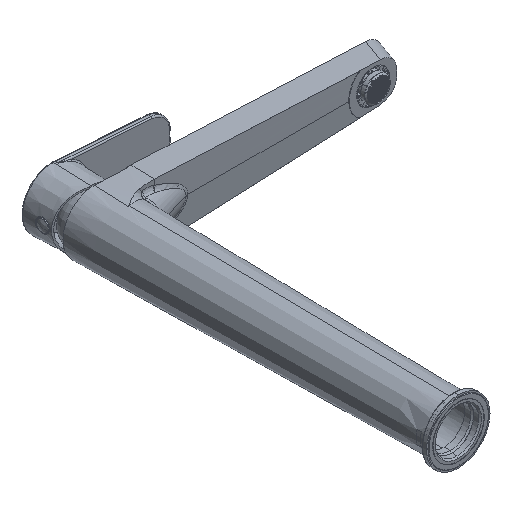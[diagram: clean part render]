
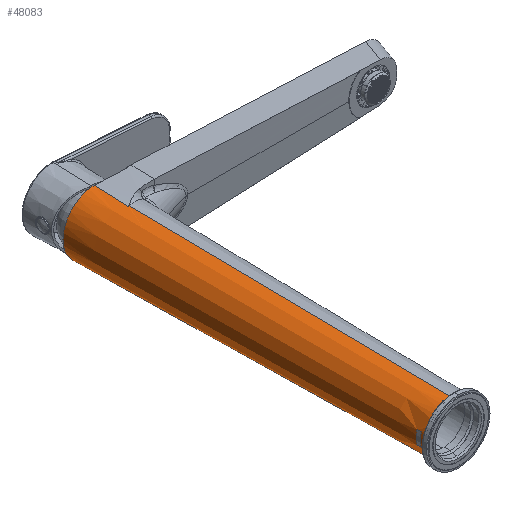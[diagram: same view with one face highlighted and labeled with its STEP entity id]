
A CAD part, isometric view. The second image highlights one B-rep face of the part: STEP entity #48083.
In plain terms, the highlighted conical face has half-angle 0.81 degrees and reference radius 23.313 mm.
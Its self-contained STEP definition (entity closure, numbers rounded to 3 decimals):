
#1591 = VERTEX_POINT ( 'NONE', #49712 ) ;
#1733 = CARTESIAN_POINT ( 'NONE',  ( -0.808, 240.109, -22.93 ) ) ;
#2336 = VERTEX_POINT ( 'NONE', #66923 ) ;
#2761 = VERTEX_POINT ( 'NONE', #60577 ) ;
#3575 = B_SPLINE_CURVE_WITH_KNOTS ( 'NONE', 3,
 ( #45603, #66826, #50270, #18310, #44892, #55630, #61936, #34622, #8028, #29459 ),
 .UNSPECIFIED., .F., .F.,
 ( 4, 2, 1, 1, 1, 1, 4 ),
 ( 0.953, 0.955, 0.956, 0.959, 0.965, 0.977, 1. ),
 .UNSPECIFIED. ) ;
#3656 = EDGE_CURVE ( 'NONE', #46208, #27522, #50302, .T. ) ;
#3870 = CARTESIAN_POINT ( 'NONE',  ( 0., 0., -19.55 ) ) ;
#6674 = DIRECTION ( 'NONE',  ( 0., 0., 1. ) ) ;
#6782 = CARTESIAN_POINT ( 'NONE',  ( 0., 240.292, 22.947 ) ) ;
#7155 = CARTESIAN_POINT ( 'NONE',  ( -0.808, 240.109, -22.93 ) ) ;
#8028 = CARTESIAN_POINT ( 'NONE',  ( -0.677, 240.138, 22.935 ) ) ;
#8073 = CARTESIAN_POINT ( 'NONE',  ( -0.168, 266.15, 23.312 ) ) ;
#9006 = DIRECTION ( 'NONE',  ( 0., 1., 0. ) ) ;
#10003 = CARTESIAN_POINT ( 'NONE',  ( -0.168, 266.15, -23.312 ) ) ;
#10098 = VECTOR ( 'NONE', #38039, 1000. ) ;
#12020 = CARTESIAN_POINT ( 'NONE',  ( -18.995, 6.52, 5. ) ) ;
#12368 = DIRECTION ( 'NONE',  ( 0., -1., 0. ) ) ;
#12577 = CARTESIAN_POINT ( 'NONE',  ( 0., 240.292, -22.947 ) ) ;
#13835 = VECTOR ( 'NONE', #50749, 1000. ) ;
#13922 = CARTESIAN_POINT ( 'NONE',  ( 0., 8., 0. ) ) ;
#14170 = ORIENTED_EDGE ( 'NONE', *, *, #43184, .T. ) ;
#15025 = ORIENTED_EDGE ( 'NONE', *, *, #68999, .T. ) ;
#15029 = CIRCLE ( 'NONE', #46558, 23.313 ) ;
#15446 = AXIS2_PLACEMENT_3D ( 'NONE', #59884, #39100, #6674 ) ;
#16269 = VERTEX_POINT ( 'NONE', #57983 ) ;
#16478 = AXIS2_PLACEMENT_3D ( 'NONE', #37503, #23051, #28383 ) ;
#17164 = CARTESIAN_POINT ( 'NONE',  ( -19.01, 7.507, 5. ) ) ;
#17270 = CARTESIAN_POINT ( 'NONE',  ( 0., 266.15, 0. ) ) ;
#17398 = CARTESIAN_POINT ( 'NONE',  ( -18.973, 5., 5. ) ) ;
#17650 = CARTESIAN_POINT ( 'NONE',  ( -19.002, 7.014, 5. ) ) ;
#17728 = CARTESIAN_POINT ( 'NONE',  ( -0.276, 240.228, -22.946 ) ) ;
#18008 = VERTEX_POINT ( 'NONE', #3870 ) ;
#18310 = CARTESIAN_POINT ( 'NONE',  ( -0.034, 240.284, 22.947 ) ) ;
#18789 = EDGE_CURVE ( 'NONE', #2761, #1591, #66569, .T. ) ;
#19297 = CARTESIAN_POINT ( 'NONE',  ( 0., 240.292, -22.947 ) ) ;
#19980 = DIRECTION ( 'NONE',  ( 0., 0., 1. ) ) ;
#19994 = FACE_OUTER_BOUND ( 'NONE', #47173, .T. ) ;
#20082 = AXIS2_PLACEMENT_3D ( 'NONE', #13922, #51276, #29534 ) ;
#20993 = VERTEX_POINT ( 'NONE', #1733 ) ;
#22404 = CARTESIAN_POINT ( 'NONE',  ( 0., 266.15, 23.313 ) ) ;
#23051 = DIRECTION ( 'NONE',  ( 0., -1., 0. ) ) ;
#23106 = DIRECTION ( 'NONE',  ( 0., 0., 1. ) ) ;
#24308 = CARTESIAN_POINT ( 'NONE',  ( -18.973, 5., -5. ) ) ;
#24743 = CARTESIAN_POINT ( 'NONE',  ( -18.973, 5., -5. ) ) ;
#27522 = VERTEX_POINT ( 'NONE', #30026 ) ;
#28383 = DIRECTION ( 'NONE',  ( 0., 0., 1. ) ) ;
#29459 = CARTESIAN_POINT ( 'NONE',  ( -0.808, 240.109, 22.93 ) ) ;
#29534 = DIRECTION ( 'NONE',  ( 0., 0., -1. ) ) ;
#30026 = CARTESIAN_POINT ( 'NONE',  ( -19.017, 8., -5. ) ) ;
#30768 = VERTEX_POINT ( 'NONE', #19297 ) ;
#32197 = VERTEX_POINT ( 'NONE', #10003 ) ;
#34153 = EDGE_CURVE ( 'NONE', #57691, #16269, #3575, .T. ) ;
#34622 = CARTESIAN_POINT ( 'NONE',  ( -0.477, 240.183, 22.941 ) ) ;
#35001 = CARTESIAN_POINT ( 'NONE',  ( -18.995, 6.52, -5. ) ) ;
#35460 = CARTESIAN_POINT ( 'NONE',  ( -19.017, 8., -5. ) ) ;
#35545 = ORIENTED_EDGE ( 'NONE', *, *, #38198, .T. ) ;
#35823 = CARTESIAN_POINT ( 'NONE',  ( 0., 0., 0. ) ) ;
#35957 = CARTESIAN_POINT ( 'NONE',  ( -0.385, 257.47, 23.188 ) ) ;
#37464 = CONICAL_SURFACE ( 'NONE', #15446, 23.313, 0.014 ) ;
#37503 = CARTESIAN_POINT ( 'NONE',  ( 0., 5., 0. ) ) ;
#38039 = DIRECTION ( 'NONE',  ( 0., 1., 0.014 ) ) ;
#38198 = EDGE_CURVE ( 'NONE', #16269, #64059, #63041, .T. ) ;
#39100 = DIRECTION ( 'NONE',  ( 0., 1., 0. ) ) ;
#39145 = EDGE_CURVE ( 'NONE', #18008, #2336, #50420, .T. ) ;
#39352 = CARTESIAN_POINT ( 'NONE',  ( -18.988, 6.014, 5. ) ) ;
#40625 = CARTESIAN_POINT ( 'NONE',  ( -19.01, 7.507, -5. ) ) ;
#42236 = CARTESIAN_POINT ( 'NONE',  ( -0.168, 266.15, 23.312 ) ) ;
#43183 = ORIENTED_EDGE ( 'NONE', *, *, #39145, .T. ) ;
#43184 = EDGE_CURVE ( 'NONE', #27522, #2761, #67791, .T. ) ;
#43992 = CARTESIAN_POINT ( 'NONE',  ( -19.017, 8., 5. ) ) ;
#44229 = EDGE_CURVE ( 'NONE', #64059, #32197, #15029, .T. ) ;
#44889 = AXIS2_PLACEMENT_3D ( 'NONE', #35823, #9006, #19980 ) ;
#44892 = CARTESIAN_POINT ( 'NONE',  ( -0.06, 240.278, 22.947 ) ) ;
#45603 = CARTESIAN_POINT ( 'NONE',  ( 0., 240.292, 22.947 ) ) ;
#46208 = VERTEX_POINT ( 'NONE', #24308 ) ;
#46416 = ORIENTED_EDGE ( 'NONE', *, *, #55097, .T. ) ;
#46558 = AXIS2_PLACEMENT_3D ( 'NONE', #17270, #12368, #23106 ) ;
#47173 = EDGE_LOOP ( 'NONE', ( #50148, #43183, #46416, #64063, #35545, #57965, #15025, #66637 ) ) ;
#48083 = ADVANCED_FACE ( 'NONE', ( #19994, #49128 ), #37464, .T. ) ;
#49128 = FACE_BOUND ( 'NONE', #50123, .T. ) ;
#49712 = CARTESIAN_POINT ( 'NONE',  ( -18.973, 5., 5. ) ) ;
#49914 = CARTESIAN_POINT ( 'NONE',  ( -0.546, 240.167, -22.941 ) ) ;
#50123 = EDGE_LOOP ( 'NONE', ( #14170, #60223, #68037, #68322 ) ) ;
#50148 = ORIENTED_EDGE ( 'NONE', *, *, #59578, .F. ) ;
#50270 = CARTESIAN_POINT ( 'NONE',  ( -0.017, 240.289, 22.947 ) ) ;
#50302 = B_SPLINE_CURVE_WITH_KNOTS ( 'NONE', 3,
 ( #24743, #62084, #56250, #35001, #67204, #40625, #35460 ),
 .UNSPECIFIED., .F., .F.,
 ( 4, 3, 4 ),
 ( 0.041, 0.043, 0.044 ),
 .UNSPECIFIED. ) ;
#50420 = CIRCLE ( 'NONE', #44889, 19.55 ) ;
#50749 = DIRECTION ( 'NONE',  ( 0., 1., -0.014 ) ) ;
#51048 = LINE ( 'NONE', #22404, #10098 ) ;
#51276 = DIRECTION ( 'NONE',  ( 0., 1., 0. ) ) ;
#55097 = EDGE_CURVE ( 'NONE', #2336, #57691, #51048, .T. ) ;
#55216 = CARTESIAN_POINT ( 'NONE',  ( -18.98, 5.507, 5. ) ) ;
#55230 = CARTESIAN_POINT ( 'NONE',  ( -0.385, 257.47, -23.188 ) ) ;
#55630 = CARTESIAN_POINT ( 'NONE',  ( -0.12, 240.265, 22.947 ) ) ;
#55679 = CIRCLE ( 'NONE', #16478, 19.621 ) ;
#56250 = CARTESIAN_POINT ( 'NONE',  ( -18.988, 6.014, -5. ) ) ;
#57691 = VERTEX_POINT ( 'NONE', #6782 ) ;
#57965 = ORIENTED_EDGE ( 'NONE', *, *, #44229, .T. ) ;
#57983 = CARTESIAN_POINT ( 'NONE',  ( -0.808, 240.109, 22.93 ) ) ;
#58727 = B_SPLINE_CURVE_WITH_KNOTS ( 'NONE', 3,
 ( #60614, #55230, #65941, #7155 ),
 .UNSPECIFIED., .F., .F.,
 ( 4, 4 ),
 ( 0., 1. ),
 .UNSPECIFIED. ) ;
#58903 = EDGE_CURVE ( 'NONE', #1591, #46208, #55679, .T. ) ;
#59578 = EDGE_CURVE ( 'NONE', #18008, #30768, #64765, .T. ) ;
#59884 = CARTESIAN_POINT ( 'NONE',  ( 0., 266.15, 0. ) ) ;
#60223 = ORIENTED_EDGE ( 'NONE', *, *, #18789, .T. ) ;
#60577 = CARTESIAN_POINT ( 'NONE',  ( -19.017, 8., 5. ) ) ;
#60614 = CARTESIAN_POINT ( 'NONE',  ( -0.168, 266.15, -23.312 ) ) ;
#61936 = CARTESIAN_POINT ( 'NONE',  ( -0.24, 240.237, 22.945 ) ) ;
#62084 = CARTESIAN_POINT ( 'NONE',  ( -18.98, 5.507, -5. ) ) ;
#63041 = B_SPLINE_CURVE_WITH_KNOTS ( 'NONE', 3,
 ( #63466, #68145, #35957, #42236 ),
 .UNSPECIFIED., .F., .F.,
 ( 4, 4 ),
 ( 0., 1. ),
 .UNSPECIFIED. ) ;
#63466 = CARTESIAN_POINT ( 'NONE',  ( -0.808, 240.109, 22.93 ) ) ;
#64059 = VERTEX_POINT ( 'NONE', #8073 ) ;
#64063 = ORIENTED_EDGE ( 'NONE', *, *, #34153, .T. ) ;
#64092 = B_SPLINE_CURVE_WITH_KNOTS ( 'NONE', 3,
 ( #66006, #49914, #17728, #12577 ),
 .UNSPECIFIED., .F., .F.,
 ( 4, 4 ),
 ( 0., 0.047 ),
 .UNSPECIFIED. ) ;
#64765 = LINE ( 'NONE', #67088, #13835 ) ;
#64980 = EDGE_CURVE ( 'NONE', #20993, #30768, #64092, .T. ) ;
#65941 = CARTESIAN_POINT ( 'NONE',  ( -0.598, 248.79, -23.061 ) ) ;
#66006 = CARTESIAN_POINT ( 'NONE',  ( -0.808, 240.109, -22.93 ) ) ;
#66569 = B_SPLINE_CURVE_WITH_KNOTS ( 'NONE', 3,
 ( #43992, #17164, #17650, #12020, #39352, #55216, #17398 ),
 .UNSPECIFIED., .F., .F.,
 ( 4, 3, 4 ),
 ( 0.041, 0.043, 0.044 ),
 .UNSPECIFIED. ) ;
#66637 = ORIENTED_EDGE ( 'NONE', *, *, #64980, .T. ) ;
#66826 = CARTESIAN_POINT ( 'NONE',  ( -0.007, 240.291, 22.947 ) ) ;
#66923 = CARTESIAN_POINT ( 'NONE',  ( 0., 0., 19.55 ) ) ;
#67088 = CARTESIAN_POINT ( 'NONE',  ( 0., 266.15, -23.313 ) ) ;
#67204 = CARTESIAN_POINT ( 'NONE',  ( -19.002, 7.014, -5. ) ) ;
#67791 = CIRCLE ( 'NONE', #20082, 19.663 ) ;
#68037 = ORIENTED_EDGE ( 'NONE', *, *, #58903, .T. ) ;
#68145 = CARTESIAN_POINT ( 'NONE',  ( -0.598, 248.79, 23.061 ) ) ;
#68322 = ORIENTED_EDGE ( 'NONE', *, *, #3656, .T. ) ;
#68999 = EDGE_CURVE ( 'NONE', #32197, #20993, #58727, .T. ) ;
